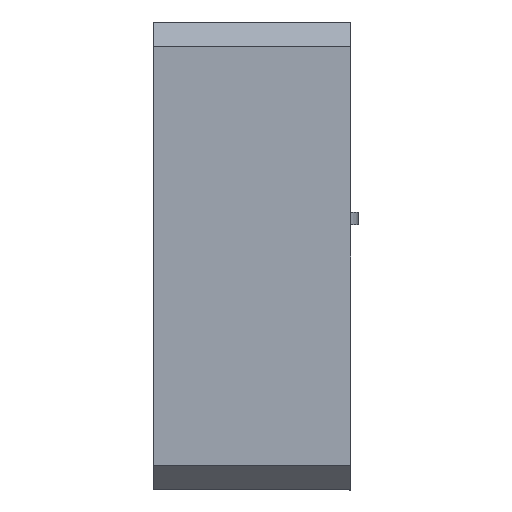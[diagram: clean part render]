
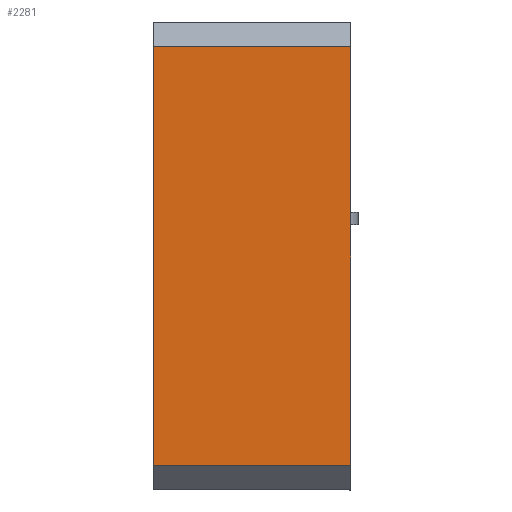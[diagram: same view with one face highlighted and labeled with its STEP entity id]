
A CAD part, left-side view. The second image highlights one B-rep face of the part: STEP entity #2281.
In plain terms, the highlighted face is planar.
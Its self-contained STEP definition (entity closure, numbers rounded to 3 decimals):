
#63 = CARTESIAN_POINT ( 'NONE',  ( 200.09, 262.529, 953.681 ) ) ;
#165 = DIRECTION ( 'NONE',  ( -0.707, 0., 0.707 ) ) ;
#241 = VERTEX_POINT ( 'NONE', #3729 ) ;
#400 = EDGE_CURVE ( 'NONE', #241, #5602, #1295, .T. ) ;
#837 = CARTESIAN_POINT ( 'NONE',  ( 143.521, 272.529, 897.113 ) ) ;
#901 = LINE ( 'NONE', #5293, #1012 ) ;
#950 = CARTESIAN_POINT ( 'NONE',  ( 143.521, 92.529, 897.113 ) ) ;
#1012 = VECTOR ( 'NONE', #1865, 1000. ) ;
#1270 = CARTESIAN_POINT ( 'NONE',  ( 143.521, 262.529, 897.113 ) ) ;
#1295 = LINE ( 'NONE', #837, #1681 ) ;
#1580 = EDGE_LOOP ( 'NONE', ( #1950, #4916, #3539, #3416 ) ) ;
#1681 = VECTOR ( 'NONE', #2602, 1000. ) ;
#1865 = DIRECTION ( 'NONE',  ( 0., -1., 0. ) ) ;
#1892 = FACE_OUTER_BOUND ( 'NONE', #1580, .T. ) ;
#1913 = DIRECTION ( 'NONE',  ( 0.707, 0., 0.707 ) ) ;
#1950 = ORIENTED_EDGE ( 'NONE', *, *, #400, .T. ) ;
#2183 = VECTOR ( 'NONE', #1913, 1000. ) ;
#2201 = EDGE_CURVE ( 'NONE', #3213, #3953, #901, .T. ) ;
#2281 = ADVANCED_FACE ( 'NONE', ( #1892 ), #3301, .T. ) ;
#2326 = CARTESIAN_POINT ( 'NONE',  ( 143.521, 272.529, 897.113 ) ) ;
#2439 = CARTESIAN_POINT ( 'NONE',  ( 143.521, 92.529, 897.113 ) ) ;
#2602 = DIRECTION ( 'NONE',  ( 0., -1., 0. ) ) ;
#2649 = AXIS2_PLACEMENT_3D ( 'NONE', #2326, #165, #4092 ) ;
#2719 = EDGE_CURVE ( 'NONE', #3213, #241, #4053, .T. ) ;
#3209 = VECTOR ( 'NONE', #3934, 1000. ) ;
#3213 = VERTEX_POINT ( 'NONE', #63 ) ;
#3301 = PLANE ( 'NONE',  #2649 ) ;
#3416 = ORIENTED_EDGE ( 'NONE', *, *, #2719, .T. ) ;
#3539 = ORIENTED_EDGE ( 'NONE', *, *, #2201, .F. ) ;
#3729 = CARTESIAN_POINT ( 'NONE',  ( 143.521, 262.529, 897.113 ) ) ;
#3827 = EDGE_CURVE ( 'NONE', #5602, #3953, #4935, .T. ) ;
#3934 = DIRECTION ( 'NONE',  ( -0.707, 0., -0.707 ) ) ;
#3953 = VERTEX_POINT ( 'NONE', #5515 ) ;
#4053 = LINE ( 'NONE', #1270, #3209 ) ;
#4092 = DIRECTION ( 'NONE',  ( 0.707, 0., 0.707 ) ) ;
#4916 = ORIENTED_EDGE ( 'NONE', *, *, #3827, .T. ) ;
#4935 = LINE ( 'NONE', #950, #2183 ) ;
#5293 = CARTESIAN_POINT ( 'NONE',  ( 200.09, 272.529, 953.681 ) ) ;
#5515 = CARTESIAN_POINT ( 'NONE',  ( 200.09, 92.529, 953.681 ) ) ;
#5602 = VERTEX_POINT ( 'NONE', #2439 ) ;
